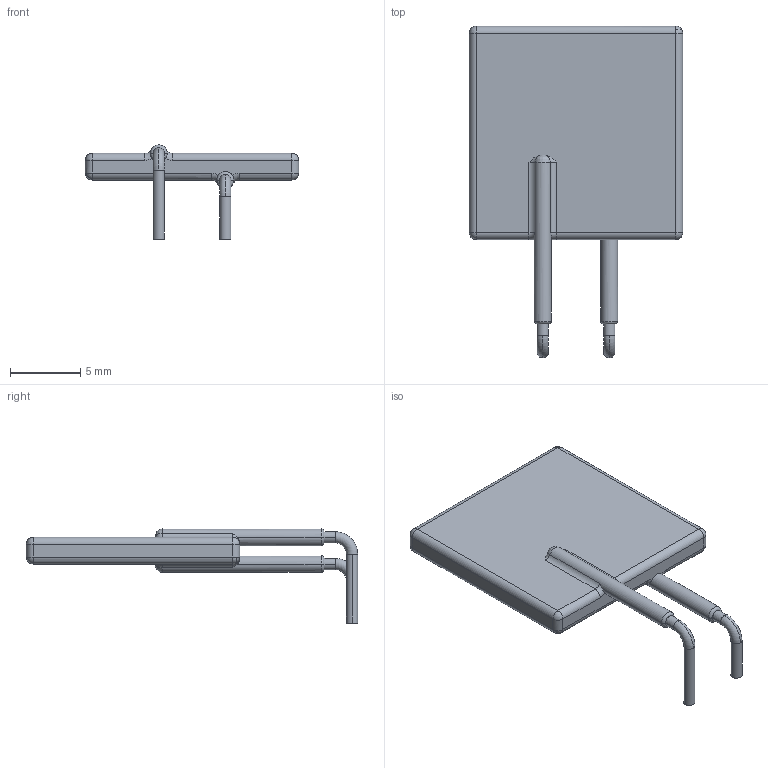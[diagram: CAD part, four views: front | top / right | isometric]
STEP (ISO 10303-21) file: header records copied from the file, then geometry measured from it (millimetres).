
FILE_DESCRIPTION((''),'2;1');
FILE_NAME('FUSR_BOURNS_MF-RX_STYLE2-L15.18MM_h.stp','2013-06-24T11:11:44',(''),(''),'Mechanical Desktop 2011','Mechanical Desktop 2011',', , ');
FILE_SCHEMA(('AUTOMOTIVE_DESIGN { 1 2 10303 214 1 1 1 1 }'));
Length unit declared in the file: millimetre
Products named in the file (1): Product
Bounding box: 15.18 x 23.58 x 6.7 mm (x, y, z)
Volume: 458.5 mm3; surface area: 636.1 mm2
Topology: 3 solids, 3 shells, 72 faces, 168 edges, 98 vertices
Faces by surface type: cylinder 30, torus 16, plane 14, sphere 10, bspline 2
Entity records: 2396 total; most frequent: CARTESIAN_POINT 675, DIRECTION 396, ORIENTED_EDGE 328, AXIS2_PLACEMENT_3D 173, EDGE_CURVE 164, CIRCLE 102, VERTEX_POINT 98, EDGE_LOOP 72
